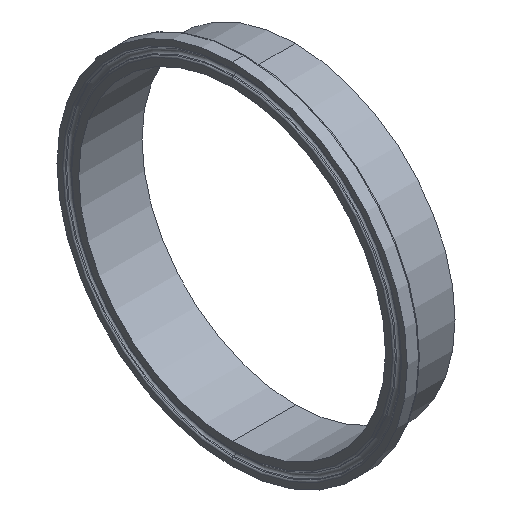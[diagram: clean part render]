
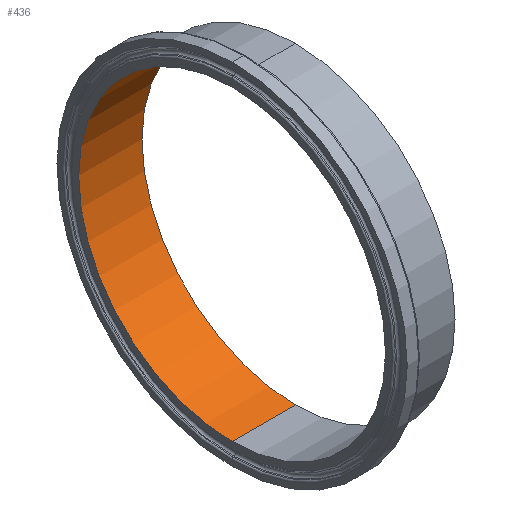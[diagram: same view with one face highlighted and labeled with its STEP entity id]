
A CAD part, isometric view. The second image highlights one B-rep face of the part: STEP entity #436.
In plain terms, the highlighted cylindrical face has radius 67.88 mm (diameter 135.76 mm), a partial arc.
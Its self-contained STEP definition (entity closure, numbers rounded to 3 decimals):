
#3 = FACE_OUTER_BOUND ( 'NONE', #530, .T. ) ;
#11 = AXIS2_PLACEMENT_3D ( 'NONE', #74, #289, #704 ) ;
#32 = AXIS2_PLACEMENT_3D ( 'NONE', #402, #622, #514 ) ;
#39 = CARTESIAN_POINT ( 'NONE',  ( 0., 0., 67.88 ) ) ;
#42 = VERTEX_POINT ( 'NONE', #544 ) ;
#66 = AXIS2_PLACEMENT_3D ( 'NONE', #422, #586, #425 ) ;
#74 = CARTESIAN_POINT ( 'NONE',  ( 0., 0., 0. ) ) ;
#111 = LINE ( 'NONE', #542, #633 ) ;
#121 = EDGE_CURVE ( 'NONE', #498, #366, #381, .T. ) ;
#132 = CYLINDRICAL_SURFACE ( 'NONE', #11, 67.88 ) ;
#153 = CARTESIAN_POINT ( 'NONE',  ( 28., 0., -67.88 ) ) ;
#158 = ORIENTED_EDGE ( 'NONE', *, *, #121, .F. ) ;
#192 = EDGE_CURVE ( 'NONE', #42, #498, #629, .T. ) ;
#289 = DIRECTION ( 'NONE',  ( -1., 0., 0. ) ) ;
#298 = CIRCLE ( 'NONE', #32, 67.88 ) ;
#366 = VERTEX_POINT ( 'NONE', #559 ) ;
#381 = LINE ( 'NONE', #701, #662 ) ;
#402 = CARTESIAN_POINT ( 'NONE',  ( 0., 0., 0. ) ) ;
#421 = EDGE_CURVE ( 'NONE', #42, #584, #111, .T. ) ;
#422 = CARTESIAN_POINT ( 'NONE',  ( 28., 0., 0. ) ) ;
#425 = DIRECTION ( 'NONE',  ( 0., 0., 1. ) ) ;
#436 = ADVANCED_FACE ( 'NONE', ( #3 ), #132, .F. ) ;
#498 = VERTEX_POINT ( 'NONE', #153 ) ;
#514 = DIRECTION ( 'NONE',  ( 0., 0., 1. ) ) ;
#530 = EDGE_LOOP ( 'NONE', ( #158, #700, #695, #573 ) ) ;
#541 = DIRECTION ( 'NONE',  ( -1., 0., 0. ) ) ;
#542 = CARTESIAN_POINT ( 'NONE',  ( 0., 0., 67.88 ) ) ;
#544 = CARTESIAN_POINT ( 'NONE',  ( 28., 0., 67.88 ) ) ;
#559 = CARTESIAN_POINT ( 'NONE',  ( 0., 0., -67.88 ) ) ;
#573 = ORIENTED_EDGE ( 'NONE', *, *, #596, .T. ) ;
#584 = VERTEX_POINT ( 'NONE', #39 ) ;
#586 = DIRECTION ( 'NONE',  ( -1., 0., 0. ) ) ;
#596 = EDGE_CURVE ( 'NONE', #584, #366, #298, .T. ) ;
#614 = DIRECTION ( 'NONE',  ( -1., 0., 0. ) ) ;
#622 = DIRECTION ( 'NONE',  ( -1., 0., 0. ) ) ;
#629 = CIRCLE ( 'NONE', #66, 67.88 ) ;
#633 = VECTOR ( 'NONE', #614, 1000. ) ;
#662 = VECTOR ( 'NONE', #541, 1000. ) ;
#695 = ORIENTED_EDGE ( 'NONE', *, *, #421, .T. ) ;
#700 = ORIENTED_EDGE ( 'NONE', *, *, #192, .F. ) ;
#701 = CARTESIAN_POINT ( 'NONE',  ( 0., 0., -67.88 ) ) ;
#704 = DIRECTION ( 'NONE',  ( 0., 0., 1. ) ) ;
